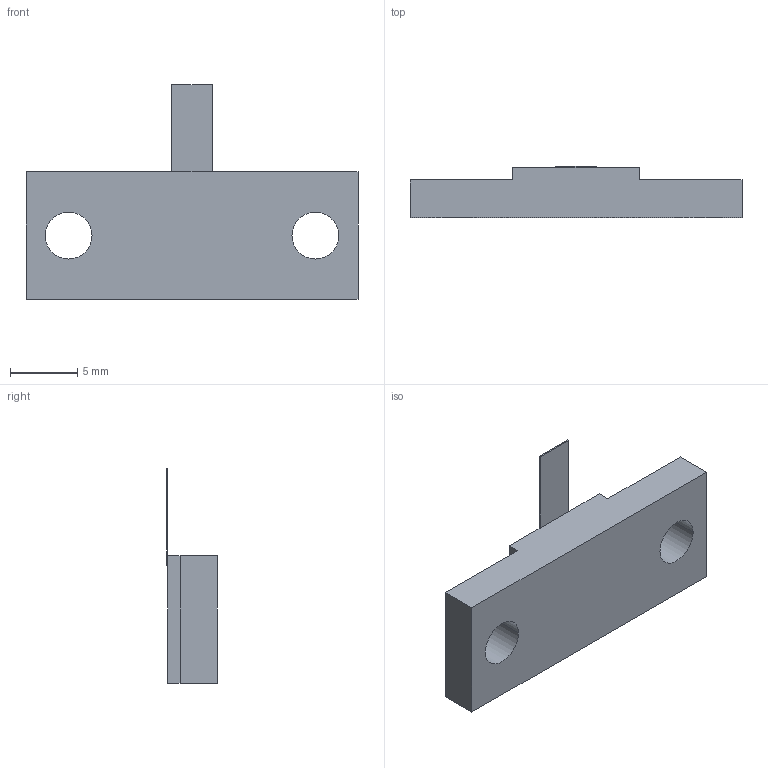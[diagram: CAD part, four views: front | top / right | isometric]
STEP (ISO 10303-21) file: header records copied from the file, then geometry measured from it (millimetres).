
FILE_DESCRIPTION((''),'2;1');
FILE_NAME('CHF9838CNF','2012-08-21T',('ryans'),('Bourns, Inc.'),'PRO/ENGINEER BY PARAMETRIC TECHNOLOGY CORPORATION, 2010100','PRO/ENGINEER BY PARAMETRIC TECHNOLOGY CORPORATION, 2010100','');
FILE_SCHEMA(('CONFIG_CONTROL_DESIGN'));
Length unit declared in the file: millimetre
Products named in the file (1): CHF9838CNF
Bounding box: 24.77 x 3.79 x 16.03 mm (x, y, z)
Volume: 688.8 mm3; surface area: 761.7 mm2
Topology: 1 solids, 1 shells, 20 faces, 52 edges, 34 vertices
Faces by surface type: plane 16, cylinder 4
Entity records: 654 total; most frequent: CARTESIAN_POINT 106, ORIENTED_EDGE 104, DIRECTION 100, EDGE_CURVE 52, VECTOR 44, LINE 44, VERTEX_POINT 34, AXIS2_PLACEMENT_3D 28
